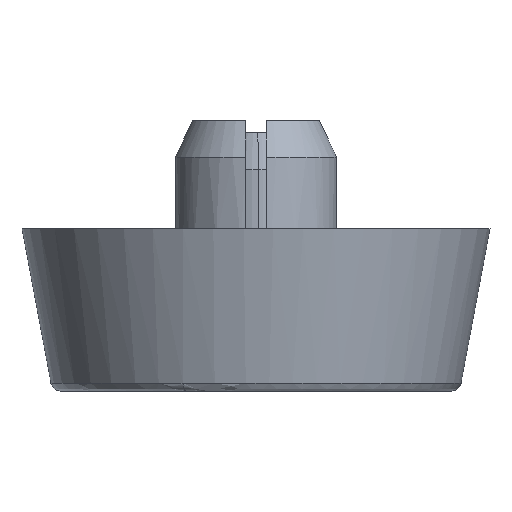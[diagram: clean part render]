
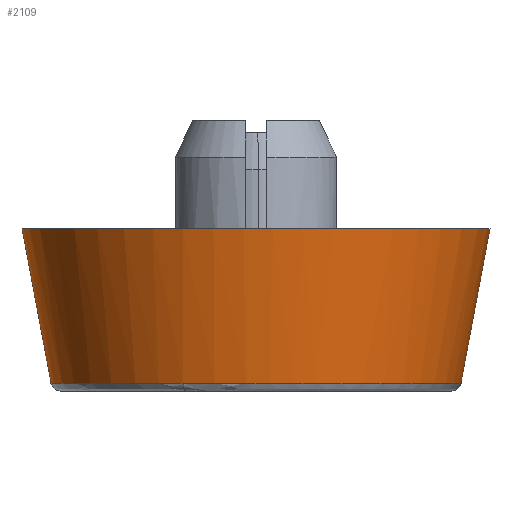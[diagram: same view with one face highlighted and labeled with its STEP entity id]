
A CAD part, front view. The second image highlights one B-rep face of the part: STEP entity #2109.
In plain terms, the highlighted free-form (B-spline) face has degree [2, 1] with [9, 2] control points.
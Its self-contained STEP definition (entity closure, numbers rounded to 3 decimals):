
#1943=CARTESIAN_POINT('',(-7.246,6.951,-7.782));
#1944=CARTESIAN_POINT('',(-9.729,4.363,-7.782));
#1945=CARTESIAN_POINT('',(-10.01,0.788,-7.782));
#1946=CARTESIAN_POINT('',(-10.798,-9.222,-7.782));
#1947=CARTESIAN_POINT('',(-0.788,-10.01,-7.782));
#1948=CARTESIAN_POINT('',(9.222,-10.798,-7.782));
#1949=CARTESIAN_POINT('',(10.01,-0.788,-7.782));
#1950=CARTESIAN_POINT('',(10.798,9.222,-7.782));
#1951=CARTESIAN_POINT('',(0.788,10.01,-7.782));
#1952=CARTESIAN_POINT('',(-8.325,7.986,0.195));
#1953=CARTESIAN_POINT('',(-11.178,5.013,0.195));
#1954=CARTESIAN_POINT('',(-11.501,0.905,0.195));
#1955=CARTESIAN_POINT('',(-12.406,-10.596,0.195));
#1956=CARTESIAN_POINT('',(-0.905,-11.501,0.195));
#1957=CARTESIAN_POINT('',(10.596,-12.406,0.195));
#1958=CARTESIAN_POINT('',(11.501,-0.905,0.195));
#1959=CARTESIAN_POINT('',(12.406,10.596,0.195));
#1960=CARTESIAN_POINT('',(0.905,11.501,0.195));
#1968=(BOUNDED_SURFACE()B_SPLINE_SURFACE(2,1,((#1943,#1952),(#1944,#1953),(#1945,#1954),(#1946,#1955),(#1947,#1956),(#1948,#1957),(#1949,#1958),(#1950,#1959),(#1951,#1960)),.UNSPECIFIED.,.F.,.F.,.U.)B_SPLINE_SURFACE_WITH_KNOTS((3,2,2,2,3),(2,2),(0.0,8.41,27.525,46.639,65.753),(0.0,8.115),.UNSPECIFIED.)GEOMETRIC_REPRESENTATION_ITEM()RATIONAL_B_SPLINE_SURFACE(((0.856,0.856),(0.871,0.871),(1.0,1.0),(0.707,0.707),(1.0,1.0),(0.707,0.707),(1.0,1.0),(0.707,0.707),(1.0,1.0)))REPRESENTATION_ITEM('')SURFACE());
#1969=CARTESIAN_POINT('',(-7.272,6.975,-7.592));
#1970=VERTEX_POINT('',#1969);
#1971=CARTESIAN_POINT('',(-9.898,1.888,-7.592));
#1972=VERTEX_POINT('',#1971);
#1973=CARTESIAN_POINT('',(-7.272,6.975,-7.592));
#1974=CARTESIAN_POINT('',(-9.339,4.821,-7.592));
#1975=CARTESIAN_POINT('',(-9.898,1.888,-7.592));
#1983=(BOUNDED_CURVE()B_SPLINE_CURVE(2,(#1973,#1974,#1975),.UNSPECIFIED.,.F.,.U.)B_SPLINE_CURVE_WITH_KNOTS((3,3),(0.878,0.968),.UNSPECIFIED.)CURVE()GEOMETRIC_REPRESENTATION_ITEM()RATIONAL_B_SPLINE_CURVE((0.854,0.856,0.934))REPRESENTATION_ITEM(''));
#1984=EDGE_CURVE('',#1970,#1972,#1983,.T.);
#1985=ORIENTED_EDGE('',*,*,#1984,.T.);
#1986=CARTESIAN_POINT('',(-10.076,0.0,-7.592));
#1987=VERTEX_POINT('',#1986);
#1988=CARTESIAN_POINT('',(-9.898,1.888,-7.592));
#1989=CARTESIAN_POINT('',(-10.076,0.953,-7.592));
#1990=CARTESIAN_POINT('',(-10.076,0.0,-7.592));
#1998=(BOUNDED_CURVE()B_SPLINE_CURVE(2,(#1988,#1989,#1990),.UNSPECIFIED.,.F.,.U.)B_SPLINE_CURVE_WITH_KNOTS((3,3),(0.968,1.0),.UNSPECIFIED.)CURVE()GEOMETRIC_REPRESENTATION_ITEM()RATIONAL_B_SPLINE_CURVE((0.934,0.962,1.0))REPRESENTATION_ITEM(''));
#1999=EDGE_CURVE('',#1972,#1987,#1998,.T.);
#2000=ORIENTED_EDGE('',*,*,#1999,.T.);
#2001=CARTESIAN_POINT('',(-3.587,-9.417,-7.592));
#2002=VERTEX_POINT('',#2001);
#2003=CARTESIAN_POINT('',(-10.076,0.0,-7.592));
#2004=CARTESIAN_POINT('',(-10.076,-6.945,-7.592));
#2005=CARTESIAN_POINT('',(-3.587,-9.417,-7.592));
#2013=(BOUNDED_CURVE()B_SPLINE_CURVE(2,(#2003,#2004,#2005),.UNSPECIFIED.,.F.,.U.)B_SPLINE_CURVE_WITH_KNOTS((3,3),(0.0,0.19),.UNSPECIFIED.)CURVE()GEOMETRIC_REPRESENTATION_ITEM()RATIONAL_B_SPLINE_CURVE((1.0,0.778,0.893))REPRESENTATION_ITEM(''));
#2014=EDGE_CURVE('',#1987,#2002,#2013,.T.);
#2015=ORIENTED_EDGE('',*,*,#2014,.T.);
#2016=CARTESIAN_POINT('',(10.076,0.0,-7.592));
#2017=VERTEX_POINT('',#2016);
#2018=CARTESIAN_POINT('',(-3.587,-9.417,-7.592));
#2019=CARTESIAN_POINT('',(-1.854,-10.076,-7.592));
#2020=CARTESIAN_POINT('',(0.0,-10.076,-7.592));
#2021=CARTESIAN_POINT('',(10.076,-10.076,-7.592));
#2022=CARTESIAN_POINT('',(10.076,0.0,-7.592));
#2030=(BOUNDED_CURVE()B_SPLINE_CURVE(2,(#2018,#2019,#2020,#2021,#2022),.UNSPECIFIED.,.F.,.U.)B_SPLINE_CURVE_WITH_KNOTS((3,2,3),(0.19,0.25,0.5),.UNSPECIFIED.)CURVE()GEOMETRIC_REPRESENTATION_ITEM()RATIONAL_B_SPLINE_CURVE((0.893,0.929,1.0,0.707,1.0))REPRESENTATION_ITEM(''));
#2031=EDGE_CURVE('',#2002,#2017,#2030,.T.);
#2032=ORIENTED_EDGE('',*,*,#2031,.T.);
#2033=CARTESIAN_POINT('',(0.791,10.045,-7.592));
#2034=VERTEX_POINT('',#2033);
#2035=CARTESIAN_POINT('',(10.076,0.0,-7.592));
#2036=CARTESIAN_POINT('',(10.076,9.315,-7.592));
#2037=CARTESIAN_POINT('',(0.791,10.045,-7.592));
#2045=(BOUNDED_CURVE()B_SPLINE_CURVE(2,(#2035,#2036,#2037),.UNSPECIFIED.,.F.,.U.)B_SPLINE_CURVE_WITH_KNOTS((3,3),(0.5,0.736),.UNSPECIFIED.)CURVE()GEOMETRIC_REPRESENTATION_ITEM()RATIONAL_B_SPLINE_CURVE((1.0,0.723,0.97))REPRESENTATION_ITEM(''));
#2046=EDGE_CURVE('',#2017,#2034,#2045,.T.);
#2047=ORIENTED_EDGE('',*,*,#2046,.T.);
#2048=CARTESIAN_POINT('',(0.902,11.465,0.));
#2049=VERTEX_POINT('',#2048);
#2050=CARTESIAN_POINT('',(0.791,10.045,-7.592));
#2051=CARTESIAN_POINT('',(0.902,11.465,0.));
#2052=QUASI_UNIFORM_CURVE('',1,(#2050,#2051),.UNSPECIFIED.,.F.,.U.);
#2053=EDGE_CURVE('',#2034,#2049,#2052,.T.);
#2054=ORIENTED_EDGE('',*,*,#2053,.T.);
#2055=CARTESIAN_POINT('',(11.5,0.0,0.0));
#2056=VERTEX_POINT('',#2055);
#2057=CARTESIAN_POINT('',(0.902,11.465,0.));
#2058=CARTESIAN_POINT('',(11.5,10.63,0.0));
#2059=CARTESIAN_POINT('',(11.5,0.0,0.0));
#2067=(BOUNDED_CURVE()B_SPLINE_CURVE(2,(#2057,#2058,#2059),.UNSPECIFIED.,.F.,.U.)B_SPLINE_CURVE_WITH_KNOTS((3,3),(0.264,0.5),.UNSPECIFIED.)CURVE()GEOMETRIC_REPRESENTATION_ITEM()RATIONAL_B_SPLINE_CURVE((0.97,0.723,1.0))REPRESENTATION_ITEM(''));
#2068=EDGE_CURVE('',#2049,#2056,#2067,.T.);
#2069=ORIENTED_EDGE('',*,*,#2068,.T.);
#2070=CARTESIAN_POINT('',(-11.5,0.0,0.0));
#2071=VERTEX_POINT('',#2070);
#2072=CARTESIAN_POINT('',(11.5,0.0,0.0));
#2073=CARTESIAN_POINT('',(11.5,-11.5,0.0));
#2074=CARTESIAN_POINT('',(0.0,-11.5,0.0));
#2075=CARTESIAN_POINT('',(-11.5,-11.5,0.0));
#2076=CARTESIAN_POINT('',(-11.5,0.0,0.0));
#2084=(BOUNDED_CURVE()B_SPLINE_CURVE(2,(#2072,#2073,#2074,#2075,#2076),.UNSPECIFIED.,.F.,.U.)B_SPLINE_CURVE_WITH_KNOTS((3,2,3),(0.5,0.75,1.0),.UNSPECIFIED.)CURVE()GEOMETRIC_REPRESENTATION_ITEM()RATIONAL_B_SPLINE_CURVE((1.0,0.707,1.0,0.707,1.0))REPRESENTATION_ITEM(''));
#2085=EDGE_CURVE('',#2056,#2071,#2084,.T.);
#2086=ORIENTED_EDGE('',*,*,#2085,.T.);
#2087=CARTESIAN_POINT('',(-8.299,7.961,0.));
#2088=VERTEX_POINT('',#2087);
#2089=CARTESIAN_POINT('',(-11.5,0.0,0.0));
#2090=CARTESIAN_POINT('',(-11.5,4.624,0.));
#2091=CARTESIAN_POINT('',(-8.299,7.961,0.));
#2099=(BOUNDED_CURVE()B_SPLINE_CURVE(2,(#2089,#2090,#2091),.UNSPECIFIED.,.F.,.U.)B_SPLINE_CURVE_WITH_KNOTS((3,3),(0.0,0.122),.UNSPECIFIED.)CURVE()GEOMETRIC_REPRESENTATION_ITEM()RATIONAL_B_SPLINE_CURVE((1.0,0.857,0.854))REPRESENTATION_ITEM(''));
#2100=EDGE_CURVE('',#2071,#2088,#2099,.T.);
#2101=ORIENTED_EDGE('',*,*,#2100,.T.);
#2102=CARTESIAN_POINT('',(-7.272,6.975,-7.592));
#2103=CARTESIAN_POINT('',(-8.299,7.961,0.));
#2104=QUASI_UNIFORM_CURVE('',1,(#2102,#2103),.UNSPECIFIED.,.F.,.U.);
#2105=EDGE_CURVE('',#1970,#2088,#2104,.T.);
#2106=ORIENTED_EDGE('',*,*,#2105,.F.);
#2107=EDGE_LOOP('',(#1985,#2000,#2015,#2032,#2047,#2054,#2069,#2086,#2101,#2106));
#2108=FACE_OUTER_BOUND('',#2107,.T.);
#2109=ADVANCED_FACE('',(#2108),#1968,.T.);
